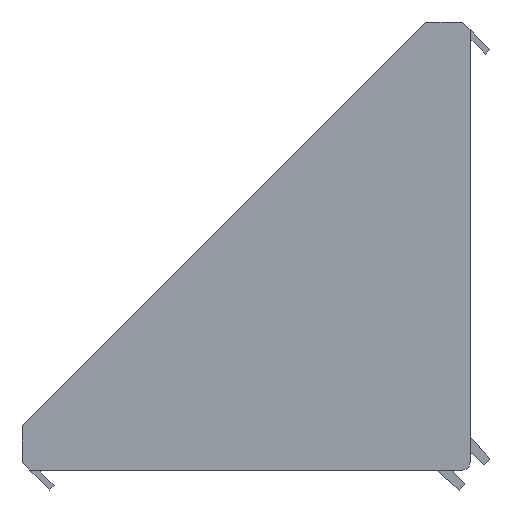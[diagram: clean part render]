
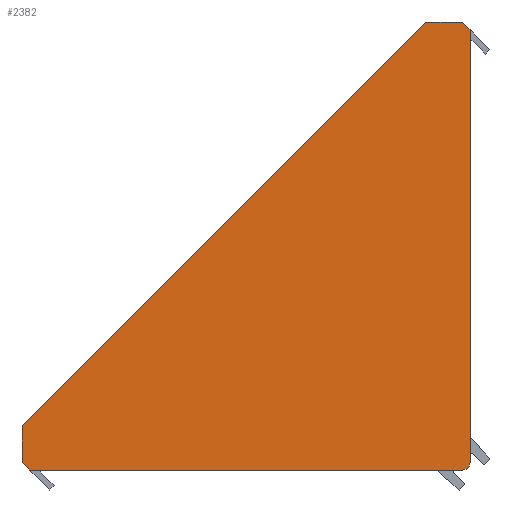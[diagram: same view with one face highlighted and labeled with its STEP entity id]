
A CAD part, left-side view. The second image highlights one B-rep face of the part: STEP entity #2382.
In plain terms, the highlighted planar face has unit normal (-1, 0, 0).
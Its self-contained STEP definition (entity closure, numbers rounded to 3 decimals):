
#38=CIRCLE('',#2524,1.5);
#110=FACE_OUTER_BOUND('',#228,.T.);
#228=EDGE_LOOP('',(#1941,#1942,#1943,#1944,#1945,#1946,#1947,#1948));
#320=LINE('',#3251,#652);
#341=LINE('',#3296,#673);
#536=LINE('',#3697,#868);
#541=LINE('',#3705,#873);
#547=LINE('',#3717,#879);
#551=LINE('',#3727,#883);
#552=LINE('',#3729,#884);
#652=VECTOR('',#2624,1000.);
#673=VECTOR('',#2651,1000.);
#868=VECTOR('',#2978,1000.);
#873=VECTOR('',#2985,1000.);
#879=VECTOR('',#3001,1000.);
#883=VECTOR('',#3011,1000.);
#884=VECTOR('',#3014,1000.);
#982=VERTEX_POINT('',#3248);
#983=VERTEX_POINT('',#3250);
#1003=VERTEX_POINT('',#3293);
#1004=VERTEX_POINT('',#3295);
#1143=VERTEX_POINT('',#3694);
#1144=VERTEX_POINT('',#3696);
#1146=VERTEX_POINT('',#3704);
#1150=VERTEX_POINT('',#3726);
#1212=EDGE_CURVE('',#982,#983,#320,.T.);
#1233=EDGE_CURVE('',#1003,#1004,#341,.T.);
#1437=EDGE_CURVE('',#1143,#1144,#536,.T.);
#1442=EDGE_CURVE('',#1144,#1146,#541,.T.);
#1449=EDGE_CURVE('',#1004,#1143,#547,.T.);
#1454=EDGE_CURVE('',#1150,#1003,#551,.T.);
#1455=EDGE_CURVE('',#983,#1150,#38,.T.);
#1456=EDGE_CURVE('',#1146,#982,#552,.T.);
#1941=ORIENTED_EDGE('',*,*,#1437,.F.);
#1942=ORIENTED_EDGE('',*,*,#1449,.F.);
#1943=ORIENTED_EDGE('',*,*,#1233,.F.);
#1944=ORIENTED_EDGE('',*,*,#1454,.F.);
#1945=ORIENTED_EDGE('',*,*,#1455,.F.);
#1946=ORIENTED_EDGE('',*,*,#1212,.F.);
#1947=ORIENTED_EDGE('',*,*,#1456,.F.);
#1948=ORIENTED_EDGE('',*,*,#1442,.F.);
#2268=PLANE('',#2523);
#2382=ADVANCED_FACE('',(#110),#2268,.F.);
#2523=AXIS2_PLACEMENT_3D('',#3725,#3009,#3010);
#2524=AXIS2_PLACEMENT_3D('',#3728,#3012,#3013);
#2624=DIRECTION('',(0.,0.,-1.));
#2651=DIRECTION('',(0.,0.707,0.707));
#2978=DIRECTION('',(0.,-0.707,0.707));
#2985=DIRECTION('',(0.,-1.,0.));
#3001=DIRECTION('',(0.,0.,1.));
#3009=DIRECTION('center_axis',(1.,0.,0.));
#3010=DIRECTION('ref_axis',(0.,0.,-1.));
#3011=DIRECTION('',(0.,1.,0.));
#3012=DIRECTION('center_axis',(1.,0.,0.));
#3013=DIRECTION('ref_axis',(0.,0.,-1.));
#3014=DIRECTION('',(0.,-0.707,-0.707));
#3248=CARTESIAN_POINT('',(1.,0.,129.5));
#3250=CARTESIAN_POINT('',(1.,0.,46.5));
#3251=CARTESIAN_POINT('',(1.,0.,129.5));
#3293=CARTESIAN_POINT('',(1.,84.5,45.));
#3295=CARTESIAN_POINT('',(1.,86.,46.5));
#3296=CARTESIAN_POINT('',(1.,84.5,45.));
#3694=CARTESIAN_POINT('',(1.,86.,53.5));
#3696=CARTESIAN_POINT('',(1.,8.5,131.));
#3697=CARTESIAN_POINT('',(1.,86.,53.5));
#3704=CARTESIAN_POINT('',(1.,1.5,131.));
#3705=CARTESIAN_POINT('',(1.,8.5,131.));
#3717=CARTESIAN_POINT('',(1.,86.,46.5));
#3725=CARTESIAN_POINT('Origin',(1.,1.5,46.5));
#3726=CARTESIAN_POINT('',(1.,1.5,45.));
#3727=CARTESIAN_POINT('',(1.,1.5,45.));
#3728=CARTESIAN_POINT('Origin',(1.,1.5,46.5));
#3729=CARTESIAN_POINT('',(1.,1.5,131.));
